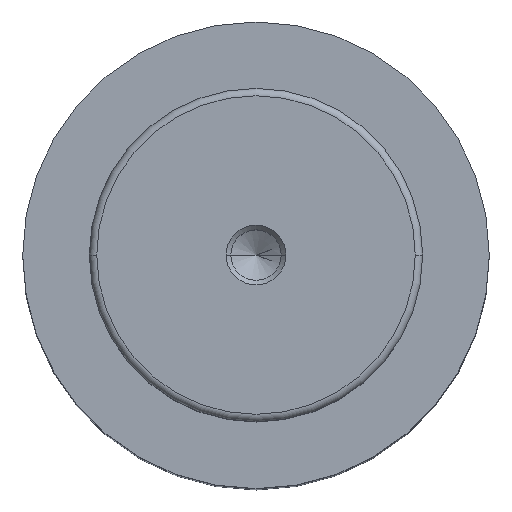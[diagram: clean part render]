
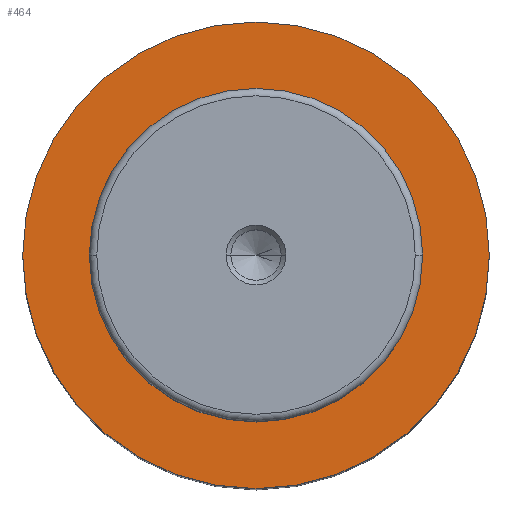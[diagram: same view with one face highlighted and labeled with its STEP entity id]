
A CAD part, top view. The second image highlights one B-rep face of the part: STEP entity #464.
In plain terms, the highlighted planar face has unit normal (0, 0, 1).
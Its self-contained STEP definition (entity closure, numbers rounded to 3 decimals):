
#3 = FACE_BOUND ( 'NONE', #300, .T. ) ;
#41 = PLANE ( 'NONE',  #1154 ) ;
#64 = DIRECTION ( 'NONE',  ( -1., 0., 0. ) ) ;
#75 = ORIENTED_EDGE ( 'NONE', *, *, #939, .F. ) ;
#87 = VERTEX_POINT ( 'NONE', #1084 ) ;
#100 = EDGE_CURVE ( 'NONE', #87, #864, #452, .T. ) ;
#131 = VERTEX_POINT ( 'NONE', #162 ) ;
#146 = CARTESIAN_POINT ( 'NONE',  ( -22.5, 0., 102. ) ) ;
#147 = VERTEX_POINT ( 'NONE', #1191 ) ;
#162 = CARTESIAN_POINT ( 'NONE',  ( -31.5, 0., 102. ) ) ;
#201 = DIRECTION ( 'NONE',  ( 0., 0., -1. ) ) ;
#205 = CARTESIAN_POINT ( 'NONE',  ( 0., 0., 102. ) ) ;
#300 = EDGE_LOOP ( 'NONE', ( #625, #483 ) ) ;
#304 = DIRECTION ( 'NONE',  ( 0., 0., -1. ) ) ;
#319 = AXIS2_PLACEMENT_3D ( 'NONE', #205, #201, #479 ) ;
#340 = ORIENTED_EDGE ( 'NONE', *, *, #1119, .F. ) ;
#419 = CARTESIAN_POINT ( 'NONE',  ( 0., 0., 102. ) ) ;
#452 = CIRCLE ( 'NONE', #616, 22.5 ) ;
#464 = ADVANCED_FACE ( 'NONE', ( #3, #669 ), #41, .T. ) ;
#465 = CARTESIAN_POINT ( 'NONE',  ( 0., 0., 102. ) ) ;
#476 = DIRECTION ( 'NONE',  ( 0., 0., -1. ) ) ;
#479 = DIRECTION ( 'NONE',  ( -1., 0., 0. ) ) ;
#483 = ORIENTED_EDGE ( 'NONE', *, *, #100, .T. ) ;
#616 = AXIS2_PLACEMENT_3D ( 'NONE', #419, #1006, #64 ) ;
#625 = ORIENTED_EDGE ( 'NONE', *, *, #1120, .T. ) ;
#669 = FACE_OUTER_BOUND ( 'NONE', #872, .T. ) ;
#670 = DIRECTION ( 'NONE',  ( -1., 0., 0. ) ) ;
#684 = CIRCLE ( 'NONE', #319, 22.5 ) ;
#783 = CIRCLE ( 'NONE', #1142, 31.5 ) ;
#860 = CARTESIAN_POINT ( 'NONE',  ( 0., 0., 102. ) ) ;
#864 = VERTEX_POINT ( 'NONE', #1122 ) ;
#872 = EDGE_LOOP ( 'NONE', ( #75, #340 ) ) ;
#882 = DIRECTION ( 'NONE',  ( 0., 0., 1. ) ) ;
#889 = AXIS2_PLACEMENT_3D ( 'NONE', #465, #304, #1071 ) ;
#939 = EDGE_CURVE ( 'NONE', #131, #147, #1068, .T. ) ;
#982 = DIRECTION ( 'NONE',  ( 1., 0., 0. ) ) ;
#1006 = DIRECTION ( 'NONE',  ( 0., 0., -1. ) ) ;
#1068 = CIRCLE ( 'NONE', #889, 31.5 ) ;
#1071 = DIRECTION ( 'NONE',  ( -1., 0., 0. ) ) ;
#1084 = CARTESIAN_POINT ( 'NONE',  ( 22.5, 0., 102. ) ) ;
#1119 = EDGE_CURVE ( 'NONE', #147, #131, #783, .T. ) ;
#1120 = EDGE_CURVE ( 'NONE', #864, #87, #684, .T. ) ;
#1122 = CARTESIAN_POINT ( 'NONE',  ( -22.5, 0., 102. ) ) ;
#1142 = AXIS2_PLACEMENT_3D ( 'NONE', #860, #476, #670 ) ;
#1154 = AXIS2_PLACEMENT_3D ( 'NONE', #146, #882, #982 ) ;
#1191 = CARTESIAN_POINT ( 'NONE',  ( 31.5, 0., 102. ) ) ;
